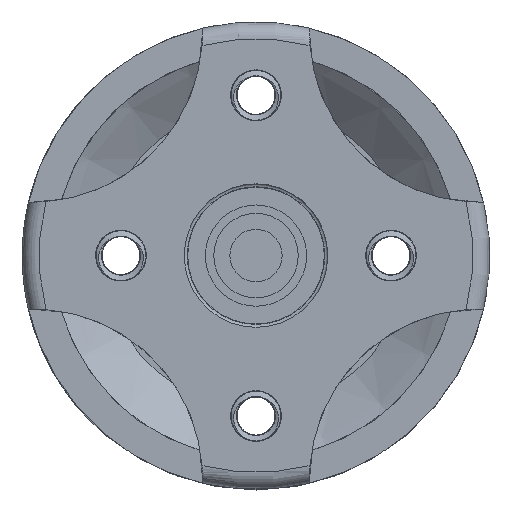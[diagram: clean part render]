
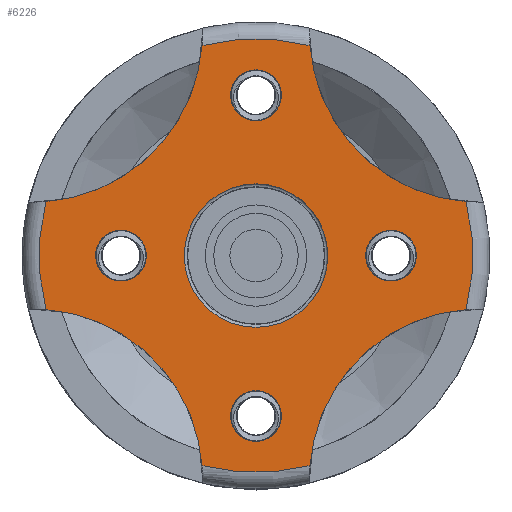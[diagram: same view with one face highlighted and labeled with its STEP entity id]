
A CAD part, top view. The second image highlights one B-rep face of the part: STEP entity #6226.
In plain terms, the highlighted planar face has unit normal (0, 0, 1).
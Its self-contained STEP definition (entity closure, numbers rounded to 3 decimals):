
#870=FACE_BOUND('',#1388,.T.);
#871=FACE_BOUND('',#1389,.T.);
#872=FACE_BOUND('',#1390,.T.);
#873=FACE_BOUND('',#1391,.T.);
#874=FACE_BOUND('',#1392,.T.);
#916=PLANE('',#6633);
#1040=FACE_OUTER_BOUND('',#1387,.T.);
#1387=EDGE_LOOP('',(#4372,#4373,#4374,#4375,#4376,#4377,#4378,#4379));
#1388=EDGE_LOOP('',(#4380,#4381));
#1389=EDGE_LOOP('',(#4382));
#1390=EDGE_LOOP('',(#4383));
#1391=EDGE_LOOP('',(#4384));
#1392=EDGE_LOOP('',(#4385));
#2485=CIRCLE('',#6629,12.85);
#2486=CIRCLE('',#6631,10.);
#2488=CIRCLE('',#6634,10.);
#2489=CIRCLE('',#6635,12.85);
#2490=CIRCLE('',#6636,10.);
#2491=CIRCLE('',#6637,12.85);
#2492=CIRCLE('',#6638,10.);
#2493=CIRCLE('',#6639,12.85);
#2494=CIRCLE('',#6640,4.25);
#2495=CIRCLE('',#6641,4.25);
#2496=CIRCLE('',#6642,1.5);
#2497=CIRCLE('',#6643,1.5);
#2498=CIRCLE('',#6644,1.5);
#2499=CIRCLE('',#6645,1.5);
#2719=VERTEX_POINT('',#8422);
#2720=VERTEX_POINT('',#8431);
#2722=VERTEX_POINT('',#8459);
#2724=VERTEX_POINT('',#8474);
#2725=VERTEX_POINT('',#8476);
#2726=VERTEX_POINT('',#8478);
#2727=VERTEX_POINT('',#8480);
#2728=VERTEX_POINT('',#8482);
#2729=VERTEX_POINT('',#8485);
#2730=VERTEX_POINT('',#8486);
#2731=VERTEX_POINT('',#8489);
#2732=VERTEX_POINT('',#8491);
#2733=VERTEX_POINT('',#8493);
#2734=VERTEX_POINT('',#8495);
#3374=EDGE_CURVE('',#2719,#2720,#2485,.T.);
#3378=EDGE_CURVE('',#2720,#2722,#2486,.T.);
#3383=EDGE_CURVE('',#2724,#2719,#2488,.T.);
#3384=EDGE_CURVE('',#2725,#2724,#2489,.T.);
#3385=EDGE_CURVE('',#2726,#2725,#2490,.T.);
#3386=EDGE_CURVE('',#2727,#2726,#2491,.T.);
#3387=EDGE_CURVE('',#2728,#2727,#2492,.T.);
#3388=EDGE_CURVE('',#2722,#2728,#2493,.T.);
#3389=EDGE_CURVE('',#2729,#2730,#2494,.T.);
#3390=EDGE_CURVE('',#2730,#2729,#2495,.T.);
#3391=EDGE_CURVE('',#2731,#2731,#2496,.T.);
#3392=EDGE_CURVE('',#2732,#2732,#2497,.T.);
#3393=EDGE_CURVE('',#2733,#2733,#2498,.T.);
#3394=EDGE_CURVE('',#2734,#2734,#2499,.T.);
#4372=ORIENTED_EDGE('',*,*,#3374,.F.);
#4373=ORIENTED_EDGE('',*,*,#3383,.F.);
#4374=ORIENTED_EDGE('',*,*,#3384,.F.);
#4375=ORIENTED_EDGE('',*,*,#3385,.F.);
#4376=ORIENTED_EDGE('',*,*,#3386,.F.);
#4377=ORIENTED_EDGE('',*,*,#3387,.F.);
#4378=ORIENTED_EDGE('',*,*,#3388,.F.);
#4379=ORIENTED_EDGE('',*,*,#3378,.F.);
#4380=ORIENTED_EDGE('',*,*,#3389,.T.);
#4381=ORIENTED_EDGE('',*,*,#3390,.T.);
#4382=ORIENTED_EDGE('',*,*,#3391,.T.);
#4383=ORIENTED_EDGE('',*,*,#3392,.T.);
#4384=ORIENTED_EDGE('',*,*,#3393,.T.);
#4385=ORIENTED_EDGE('',*,*,#3394,.T.);
#6226=ADVANCED_FACE('',(#1040,#870,#871,#872,#873,#874),#916,.T.);
#6629=AXIS2_PLACEMENT_3D('',#8432,#7129,#7130);
#6631=AXIS2_PLACEMENT_3D('',#8460,#7133,#7134);
#6633=AXIS2_PLACEMENT_3D('',#8473,#7139,#7140);
#6634=AXIS2_PLACEMENT_3D('',#8475,#7141,#7142);
#6635=AXIS2_PLACEMENT_3D('',#8477,#7143,#7144);
#6636=AXIS2_PLACEMENT_3D('',#8479,#7145,#7146);
#6637=AXIS2_PLACEMENT_3D('',#8481,#7147,#7148);
#6638=AXIS2_PLACEMENT_3D('',#8483,#7149,#7150);
#6639=AXIS2_PLACEMENT_3D('',#8484,#7151,#7152);
#6640=AXIS2_PLACEMENT_3D('',#8487,#7153,#7154);
#6641=AXIS2_PLACEMENT_3D('',#8488,#7155,#7156);
#6642=AXIS2_PLACEMENT_3D('',#8490,#7157,#7158);
#6643=AXIS2_PLACEMENT_3D('',#8492,#7159,#7160);
#6644=AXIS2_PLACEMENT_3D('',#8494,#7161,#7162);
#6645=AXIS2_PLACEMENT_3D('',#8496,#7163,#7164);
#7129=DIRECTION('center_axis',(0.,0.,-1.));
#7130=DIRECTION('ref_axis',(0.,-1.,0.));
#7133=DIRECTION('center_axis',(0.,0.,1.));
#7134=DIRECTION('ref_axis',(0.707,0.707,0.));
#7139=DIRECTION('center_axis',(0.,0.,1.));
#7140=DIRECTION('ref_axis',(1.,0.,0.));
#7141=DIRECTION('center_axis',(0.,0.,1.));
#7142=DIRECTION('ref_axis',(-0.707,0.707,0.));
#7143=DIRECTION('center_axis',(0.,0.,-1.));
#7144=DIRECTION('ref_axis',(1.,0.,0.));
#7145=DIRECTION('center_axis',(0.,0.,1.));
#7146=DIRECTION('ref_axis',(-0.707,-0.707,0.));
#7147=DIRECTION('center_axis',(0.,0.,-1.));
#7148=DIRECTION('ref_axis',(0.,1.,0.));
#7149=DIRECTION('center_axis',(0.,0.,1.));
#7150=DIRECTION('ref_axis',(0.707,-0.707,0.));
#7151=DIRECTION('center_axis',(0.,0.,-1.));
#7152=DIRECTION('ref_axis',(-1.,0.,0.));
#7153=DIRECTION('center_axis',(0.,0.,-1.));
#7154=DIRECTION('ref_axis',(-1.,0.,0.));
#7155=DIRECTION('center_axis',(0.,0.,-1.));
#7156=DIRECTION('ref_axis',(-1.,0.,0.));
#7157=DIRECTION('center_axis',(0.,0.,-1.));
#7158=DIRECTION('ref_axis',(-1.,0.,0.));
#7159=DIRECTION('center_axis',(0.,0.,-1.));
#7160=DIRECTION('ref_axis',(-1.,0.,0.));
#7161=DIRECTION('center_axis',(0.,0.,-1.));
#7162=DIRECTION('ref_axis',(-1.,0.,0.));
#7163=DIRECTION('center_axis',(0.,0.,-1.));
#7164=DIRECTION('ref_axis',(-1.,0.,0.));
#8422=CARTESIAN_POINT('',(3.202,-12.445,3.));
#8431=CARTESIAN_POINT('',(-3.202,-12.445,3.));
#8432=CARTESIAN_POINT('Origin',(0.,0.,3.));
#8459=CARTESIAN_POINT('',(-12.445,-3.202,3.));
#8460=CARTESIAN_POINT('Origin',(-13.175,-13.175,3.));
#8473=CARTESIAN_POINT('Origin',(0.,0.,
3.));
#8474=CARTESIAN_POINT('',(12.445,-3.202,3.));
#8475=CARTESIAN_POINT('Origin',(13.175,-13.175,3.));
#8476=CARTESIAN_POINT('',(12.445,3.202,3.));
#8477=CARTESIAN_POINT('Origin',(0.,0.,3.));
#8478=CARTESIAN_POINT('',(3.202,12.445,3.));
#8479=CARTESIAN_POINT('Origin',(13.175,13.175,3.));
#8480=CARTESIAN_POINT('',(-3.202,12.445,3.));
#8481=CARTESIAN_POINT('Origin',(0.,0.,3.));
#8482=CARTESIAN_POINT('',(-12.445,3.202,3.));
#8483=CARTESIAN_POINT('Origin',(-13.175,13.175,3.));
#8484=CARTESIAN_POINT('Origin',(0.,0.,3.));
#8485=CARTESIAN_POINT('',(4.25,0.,3.));
#8486=CARTESIAN_POINT('',(-4.25,0.,3.));
#8487=CARTESIAN_POINT('Origin',(0.,0.,3.));
#8488=CARTESIAN_POINT('Origin',(0.,0.,3.));
#8489=CARTESIAN_POINT('',(1.5,9.5,3.));
#8490=CARTESIAN_POINT('Origin',(0.,9.5,3.));
#8491=CARTESIAN_POINT('',(1.5,-9.5,3.));
#8492=CARTESIAN_POINT('Origin',(0.,-9.5,3.));
#8493=CARTESIAN_POINT('',(-6.5,0.,3.));
#8494=CARTESIAN_POINT('Origin',(-8.,0.,3.));
#8495=CARTESIAN_POINT('',(9.5,-0.003,3.));
#8496=CARTESIAN_POINT('Origin',(8.,-0.003,3.));
